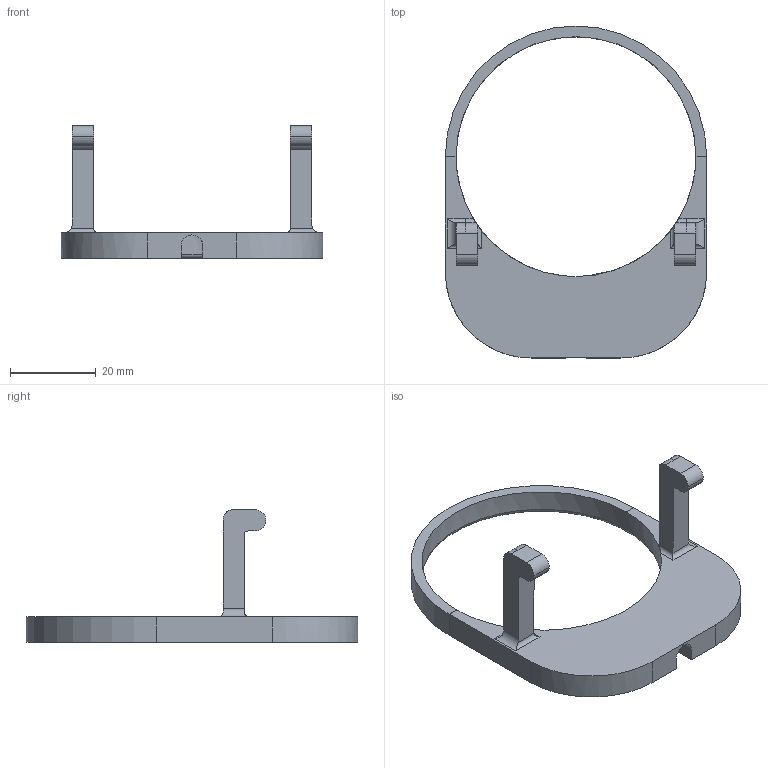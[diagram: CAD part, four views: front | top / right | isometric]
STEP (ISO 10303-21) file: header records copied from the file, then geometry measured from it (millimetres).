
FILE_DESCRIPTION(('HOOPS Exchange Step'),'2;1');
FILE_NAME('temp_export','2022-08-20T08:22:41-07:00',('schwa'),('Shapr3D Limited'),'HOOPS Exchange 2022.1','Shapr3D','Authorized');
FILE_SCHEMA( ('AP203_CONFIGURATION_CONTROLLED_3D_DESIGN_OF_MECHANICAL_PARTS_AND_ASSEMBLIES_MIM_LF') );
Length unit declared in the file: millimetre
Products named in the file (1): Studio Display (Straight)
Bounding box: 61 x 77.5 x 31.03 mm (x, y, z)
Volume: 11137.3 mm3; surface area: 7011.5 mm2
Topology: 1 solids, 1 shells, 64 faces, 180 edges, 116 vertices
Faces by surface type: plane 32, cylinder 27, extrusion 4, torus 1
Full cylindrical faces by diameter (mm): 56 x1
Entity records: 2388 total; most frequent: CARTESIAN_POINT 679, ORIENTED_EDGE 360, DIRECTION 350, EDGE_CURVE 180, VECTOR 120, VERTEX_POINT 116, LINE 116, AXIS2_PLACEMENT_3D 115
